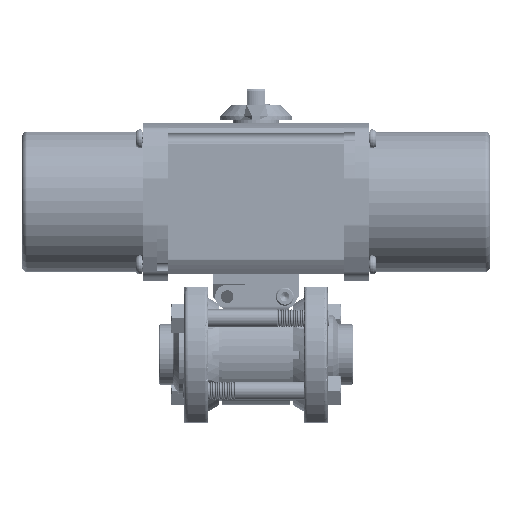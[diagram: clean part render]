
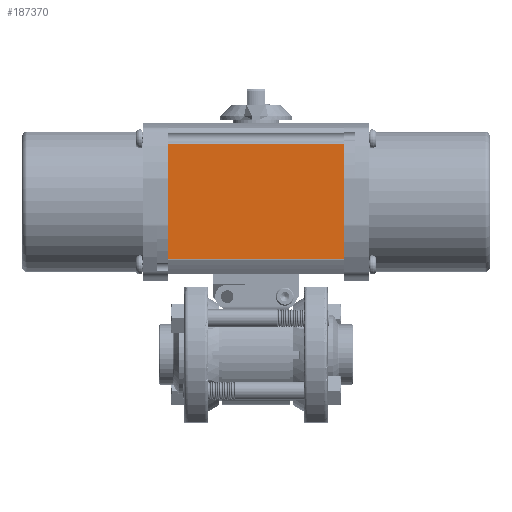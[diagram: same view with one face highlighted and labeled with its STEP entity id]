
A CAD part, top view. The second image highlights one B-rep face of the part: STEP entity #187370.
In plain terms, the highlighted planar face has unit normal (0, 0, 1).
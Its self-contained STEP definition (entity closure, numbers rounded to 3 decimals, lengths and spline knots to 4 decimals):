
#3081 = EDGE_CURVE ( 'NONE', #116558, #162945, #152446, .T. ) ;
#12389 = PLANE ( 'NONE',  #99564 ) ;
#19197 = DIRECTION ( 'NONE',  ( 0., 1., 0. ) ) ;
#20995 = FACE_OUTER_BOUND ( 'NONE', #50570, .T. ) ;
#34252 = EDGE_CURVE ( 'NONE', #209457, #80340, #50212, .T. ) ;
#34546 = CARTESIAN_POINT ( 'NONE',  ( 1.5275, 1.6529, 1.17 ) ) ;
#43070 = ORIENTED_EDGE ( 'NONE', *, *, #3081, .T. ) ;
#48578 = VECTOR ( 'NONE', #98849, 39.3701 ) ;
#50212 = LINE ( 'NONE', #86221, #174946 ) ;
#50373 = CARTESIAN_POINT ( 'NONE',  ( 1.5275, 3.6544, 1.17 ) ) ;
#50570 = EDGE_LOOP ( 'NONE', ( #117254, #110377, #118613, #43070 ) ) ;
#52501 = EDGE_CURVE ( 'NONE', #209457, #162945, #158090, .T. ) ;
#61608 = DIRECTION ( 'NONE',  ( 0., 0., -1. ) ) ;
#77471 = CARTESIAN_POINT ( 'NONE',  ( -5.0403, 1.6529, 1.17 ) ) ;
#80340 = VERTEX_POINT ( 'NONE', #125596 ) ;
#86221 = CARTESIAN_POINT ( 'NONE',  ( -5.0403, 3.6471, 1.17 ) ) ;
#98849 = DIRECTION ( 'NONE',  ( 0., -1., 0. ) ) ;
#99564 = AXIS2_PLACEMENT_3D ( 'NONE', #158974, #61608, #175287 ) ;
#110377 = ORIENTED_EDGE ( 'NONE', *, *, #34252, .T. ) ;
#116558 = VERTEX_POINT ( 'NONE', #203499 ) ;
#116711 = CARTESIAN_POINT ( 'NONE',  ( -1.5275, 3.6544, 1.17 ) ) ;
#117254 = ORIENTED_EDGE ( 'NONE', *, *, #52501, .F. ) ;
#118613 = ORIENTED_EDGE ( 'NONE', *, *, #139182, .F. ) ;
#125596 = CARTESIAN_POINT ( 'NONE',  ( -1.5275, 3.6471, 1.17 ) ) ;
#135964 = DIRECTION ( 'NONE',  ( -1., 0., 0. ) ) ;
#139182 = EDGE_CURVE ( 'NONE', #116558, #80340, #151202, .T. ) ;
#151202 = LINE ( 'NONE', #116711, #189250 ) ;
#152446 = LINE ( 'NONE', #77471, #190516 ) ;
#158090 = LINE ( 'NONE', #50373, #48578 ) ;
#158974 = CARTESIAN_POINT ( 'NONE',  ( -5.0403, 3.6544, 1.17 ) ) ;
#162945 = VERTEX_POINT ( 'NONE', #34546 ) ;
#174946 = VECTOR ( 'NONE', #135964, 39.3701 ) ;
#175287 = DIRECTION ( 'NONE',  ( 0., -1., 0. ) ) ;
#181990 = CARTESIAN_POINT ( 'NONE',  ( 1.5275, 3.6471, 1.17 ) ) ;
#187370 = ADVANCED_FACE ( 'NONE', ( #20995 ), #12389, .F. ) ;
#189250 = VECTOR ( 'NONE', #19197, 39.3701 ) ;
#190516 = VECTOR ( 'NONE', #193226, 39.3701 ) ;
#193226 = DIRECTION ( 'NONE',  ( 1., 0., 0. ) ) ;
#203499 = CARTESIAN_POINT ( 'NONE',  ( -1.5275, 1.6529, 1.17 ) ) ;
#209457 = VERTEX_POINT ( 'NONE', #181990 ) ;
